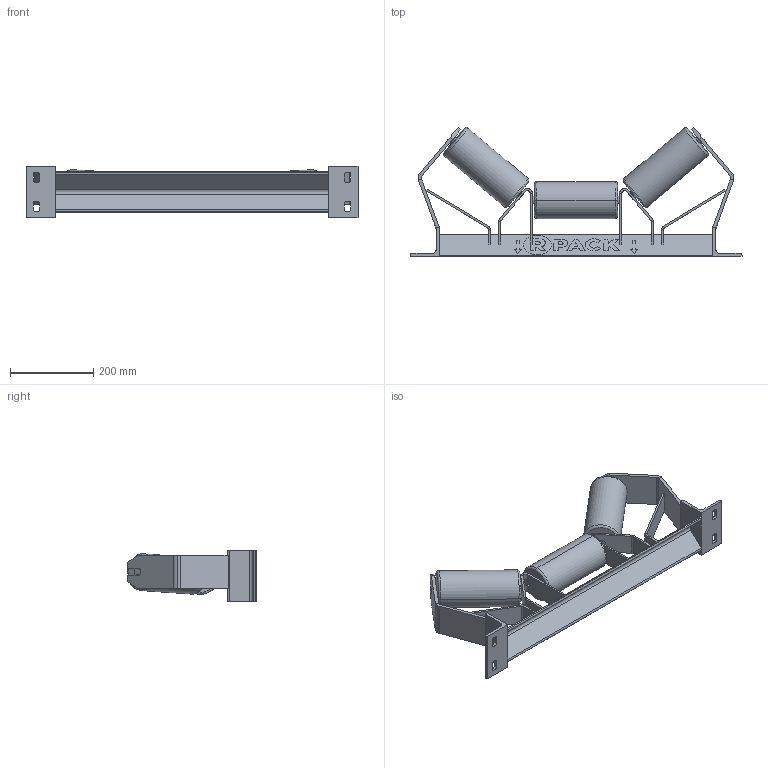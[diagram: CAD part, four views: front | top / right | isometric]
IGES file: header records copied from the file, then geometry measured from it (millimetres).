
Start section: SolidWorks IGES file using analytic representation for surfaces
Global section: file name: SUPPORT SRC 53301 E135 B500 40° axe Ø20 Rouleau Ø89 avec pincement.igs; native system: SolidWorks 2019; preprocessor: SolidWorks 2019; author: guillaume; date: 200228.102850; units: millimetre
Bounding box: 800 x 310.87 x 125 mm (x, y, z)
Volume: 1405174.8 mm3; surface area: 876196.1 mm2
Topology: 9 solids, 15 shells, 369 faces, 902 edges, 576 vertices
Faces by surface type: plane 253, revolution 99, bspline 17
